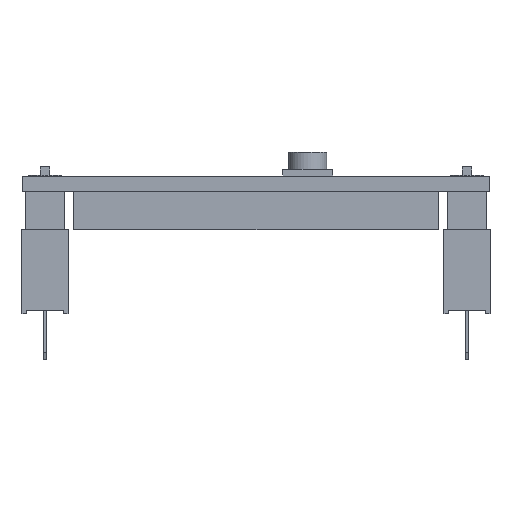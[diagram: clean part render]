
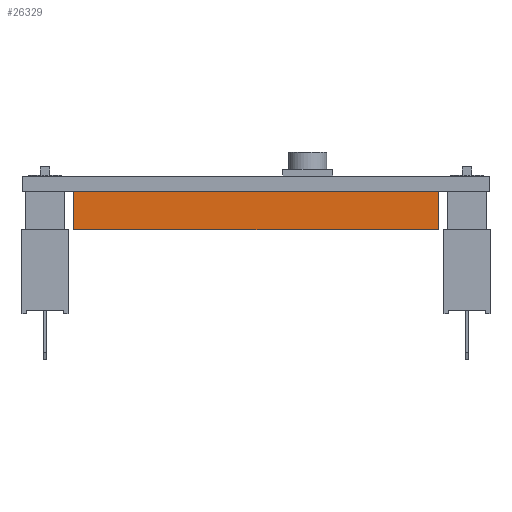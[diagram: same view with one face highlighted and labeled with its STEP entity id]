
A CAD part, front view. The second image highlights one B-rep face of the part: STEP entity #26329.
In plain terms, the highlighted planar face has unit normal (0, -1, 0).
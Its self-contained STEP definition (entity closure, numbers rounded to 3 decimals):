
#27 = DIRECTION ( 'NONE',  ( 0., 1., 0. ) ) ;
#659 = VERTEX_POINT ( 'NONE', #26933 ) ;
#1092 = VECTOR ( 'NONE', #6133, 1000. ) ;
#1451 = DIRECTION ( 'NONE',  ( 0., 0., -1. ) ) ;
#1936 = VECTOR ( 'NONE', #5278, 1000. ) ;
#2574 = DIRECTION ( 'NONE',  ( 0., 0., -1. ) ) ;
#2588 = LINE ( 'NONE', #24047, #1936 ) ;
#4667 = CARTESIAN_POINT ( 'NONE',  ( -9.5, -15.58, 0. ) ) ;
#5278 = DIRECTION ( 'NONE',  ( 1., 0., 0. ) ) ;
#5935 = EDGE_CURVE ( 'NONE', #659, #22404, #10829, .T. ) ;
#6133 = DIRECTION ( 'NONE',  ( 1., 0., 0. ) ) ;
#6624 = CARTESIAN_POINT ( 'NONE',  ( 9.5, -15.58, 2. ) ) ;
#6700 = VECTOR ( 'NONE', #2574, 1000. ) ;
#8216 = ORIENTED_EDGE ( 'NONE', *, *, #13893, .F. ) ;
#8313 = PLANE ( 'NONE',  #20118 ) ;
#9208 = EDGE_CURVE ( 'NONE', #659, #26228, #2588, .T. ) ;
#9502 = VECTOR ( 'NONE', #1451, 1000. ) ;
#10829 = LINE ( 'NONE', #16161, #9502 ) ;
#12483 = FACE_OUTER_BOUND ( 'NONE', #20298, .T. ) ;
#12555 = CARTESIAN_POINT ( 'NONE',  ( 9.5, -15.58, 2. ) ) ;
#13893 = EDGE_CURVE ( 'NONE', #26228, #14658, #24877, .T. ) ;
#14658 = VERTEX_POINT ( 'NONE', #17511 ) ;
#16161 = CARTESIAN_POINT ( 'NONE',  ( -9.5, -15.58, 2. ) ) ;
#16474 = ORIENTED_EDGE ( 'NONE', *, *, #5935, .T. ) ;
#16880 = DIRECTION ( 'NONE',  ( 0., 0., 1. ) ) ;
#17511 = CARTESIAN_POINT ( 'NONE',  ( 9.5, -15.58, 0. ) ) ;
#19762 = ORIENTED_EDGE ( 'NONE', *, *, #9208, .F. ) ;
#19873 = LINE ( 'NONE', #22603, #1092 ) ;
#20118 = AXIS2_PLACEMENT_3D ( 'NONE', #12555, #27, #16880 ) ;
#20298 = EDGE_LOOP ( 'NONE', ( #23799, #8216, #19762, #16474 ) ) ;
#22404 = VERTEX_POINT ( 'NONE', #4667 ) ;
#22498 = CARTESIAN_POINT ( 'NONE',  ( 9.5, -15.58, 2. ) ) ;
#22603 = CARTESIAN_POINT ( 'NONE',  ( 9.5, -15.58, 0. ) ) ;
#23799 = ORIENTED_EDGE ( 'NONE', *, *, #24698, .T. ) ;
#24047 = CARTESIAN_POINT ( 'NONE',  ( 9.5, -15.58, 2. ) ) ;
#24698 = EDGE_CURVE ( 'NONE', #22404, #14658, #19873, .T. ) ;
#24877 = LINE ( 'NONE', #6624, #6700 ) ;
#26228 = VERTEX_POINT ( 'NONE', #22498 ) ;
#26329 = ADVANCED_FACE ( 'NONE', ( #12483 ), #8313, .F. ) ;
#26933 = CARTESIAN_POINT ( 'NONE',  ( -9.5, -15.58, 2. ) ) ;
